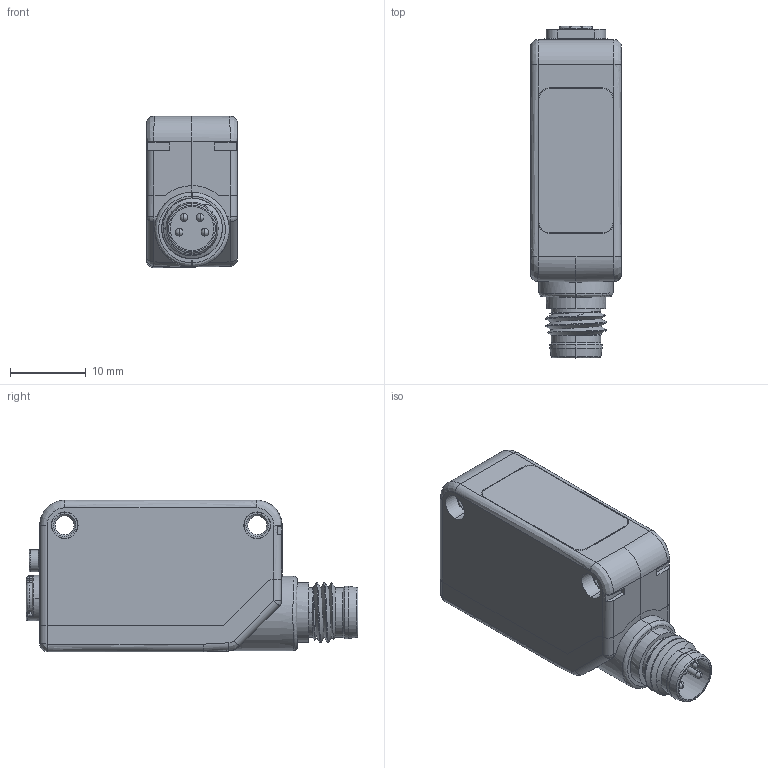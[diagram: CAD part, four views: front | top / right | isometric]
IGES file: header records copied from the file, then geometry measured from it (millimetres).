
Start section:  PTC IGES file: 136037.igs
Global section: file name: 136037.igs; native system: Pro/ENGINEER by Parametric Technology Corporation; preprocessor: 2009141; author: banengservice; organization: Unknown; date: 20101007.143530; units: inch
Bounding box: 12 x 43.8 x 19.98 mm (x, y, z)
Volume: 7054.7 mm3; surface area: 4714.2 mm2
Topology: 1 solids, 2 shells, 593 faces, 1488 edges, 905 vertices
Faces by surface type: bspline 343, revolution 250
